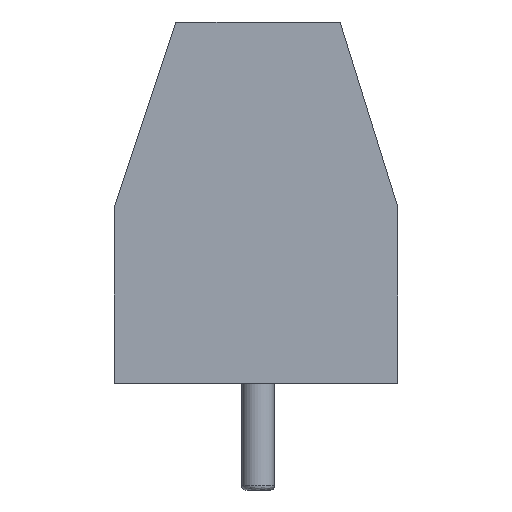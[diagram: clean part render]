
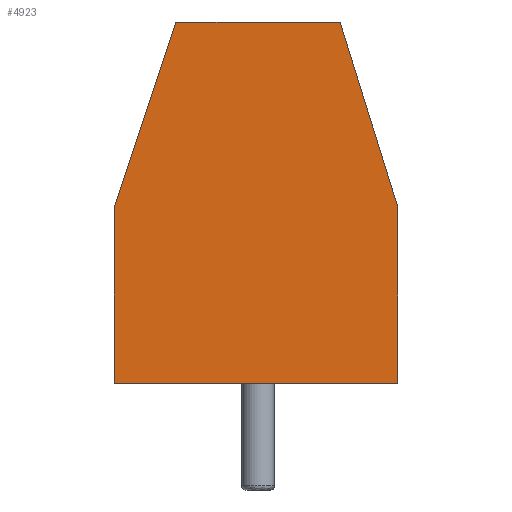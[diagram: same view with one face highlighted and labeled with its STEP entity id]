
A CAD part, front view. The second image highlights one B-rep face of the part: STEP entity #4923.
In plain terms, the highlighted face is planar.
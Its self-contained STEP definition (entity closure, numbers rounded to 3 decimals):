
#87 = VECTOR ( 'NONE', #1542, 1000. ) ;
#161 = ORIENTED_EDGE ( 'NONE', *, *, #1138, .T. ) ;
#192 = DIRECTION ( 'NONE',  ( 0., 0., -1. ) ) ;
#462 = DIRECTION ( 'NONE',  ( 0., 0., -1. ) ) ;
#475 = DIRECTION ( 'NONE',  ( 0., -0.949, -0.316 ) ) ;
#494 = CARTESIAN_POINT ( 'NONE',  ( -1.75, 4.3, -3.5 ) ) ;
#506 = DIRECTION ( 'NONE',  ( 0., -1., 0. ) ) ;
#535 = EDGE_CURVE ( 'NONE', #670, #706, #2696, .T. ) ;
#628 = FACE_OUTER_BOUND ( 'NONE', #2340, .T. ) ;
#670 = VERTEX_POINT ( 'NONE', #1070 ) ;
#706 = VERTEX_POINT ( 'NONE', #1051 ) ;
#712 = EDGE_CURVE ( 'NONE', #2916, #2019, #902, .T. ) ;
#902 = LINE ( 'NONE', #3840, #2753 ) ;
#960 = VECTOR ( 'NONE', #475, 1000. ) ;
#1051 = CARTESIAN_POINT ( 'NONE',  ( -1.75, 0., 3.4 ) ) ;
#1070 = CARTESIAN_POINT ( 'NONE',  ( -1.75, 0., -3.5 ) ) ;
#1138 = EDGE_CURVE ( 'NONE', #2300, #670, #3471, .T. ) ;
#1152 = CARTESIAN_POINT ( 'NONE',  ( -1.75, 8.8, -2. ) ) ;
#1472 = CARTESIAN_POINT ( 'NONE',  ( -1.75, 0., 0. ) ) ;
#1542 = DIRECTION ( 'NONE',  ( 0., -1., 0. ) ) ;
#1579 = AXIS2_PLACEMENT_3D ( 'NONE', #4337, #4730, #462 ) ;
#1912 = DIRECTION ( 'NONE',  ( 0., 0.955, -0.297 ) ) ;
#1958 = LINE ( 'NONE', #494, #960 ) ;
#2019 = VERTEX_POINT ( 'NONE', #3831 ) ;
#2079 = ORIENTED_EDGE ( 'NONE', *, *, #3842, .T. ) ;
#2261 = VECTOR ( 'NONE', #192, 1000. ) ;
#2300 = VERTEX_POINT ( 'NONE', #3515 ) ;
#2312 = ORIENTED_EDGE ( 'NONE', *, *, #3020, .F. ) ;
#2340 = EDGE_LOOP ( 'NONE', ( #2079, #161, #3429, #2312, #2980, #4230 ) ) ;
#2693 = LINE ( 'NONE', #3626, #4931 ) ;
#2696 = LINE ( 'NONE', #1472, #4070 ) ;
#2753 = VECTOR ( 'NONE', #1912, 1000. ) ;
#2916 = VERTEX_POINT ( 'NONE', #4732 ) ;
#2980 = ORIENTED_EDGE ( 'NONE', *, *, #712, .T. ) ;
#3020 = EDGE_CURVE ( 'NONE', #2916, #706, #2693, .T. ) ;
#3114 = CARTESIAN_POINT ( 'NONE',  ( -1.75, 0., -3.5 ) ) ;
#3414 = LINE ( 'NONE', #4891, #2261 ) ;
#3429 = ORIENTED_EDGE ( 'NONE', *, *, #535, .T. ) ;
#3471 = LINE ( 'NONE', #3114, #87 ) ;
#3515 = CARTESIAN_POINT ( 'NONE',  ( -1.75, 4.3, -3.5 ) ) ;
#3626 = CARTESIAN_POINT ( 'NONE',  ( -1.75, 0., 3.4 ) ) ;
#3757 = DIRECTION ( 'NONE',  ( 0., 0., 1. ) ) ;
#3831 = CARTESIAN_POINT ( 'NONE',  ( -1.75, 8.8, 2. ) ) ;
#3840 = CARTESIAN_POINT ( 'NONE',  ( -1.75, 8.8, 2. ) ) ;
#3842 = EDGE_CURVE ( 'NONE', #4148, #2300, #1958, .T. ) ;
#3973 = PLANE ( 'NONE',  #1579 ) ;
#4025 = EDGE_CURVE ( 'NONE', #2019, #4148, #3414, .T. ) ;
#4070 = VECTOR ( 'NONE', #3757, 1000. ) ;
#4148 = VERTEX_POINT ( 'NONE', #1152 ) ;
#4230 = ORIENTED_EDGE ( 'NONE', *, *, #4025, .T. ) ;
#4337 = CARTESIAN_POINT ( 'NONE',  ( -1.75, 0., 0. ) ) ;
#4730 = DIRECTION ( 'NONE',  ( 1., 0., 0. ) ) ;
#4732 = CARTESIAN_POINT ( 'NONE',  ( -1.75, 4.3, 3.4 ) ) ;
#4891 = CARTESIAN_POINT ( 'NONE',  ( -1.75, 8.8, -2. ) ) ;
#4923 = ADVANCED_FACE ( 'NONE', ( #628 ), #3973, .F. ) ;
#4931 = VECTOR ( 'NONE', #506, 1000. ) ;
